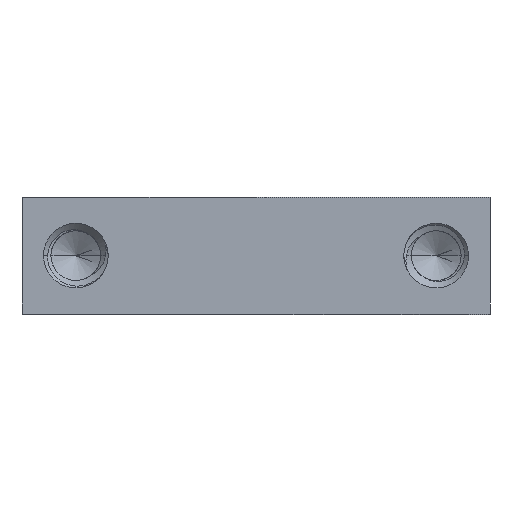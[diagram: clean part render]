
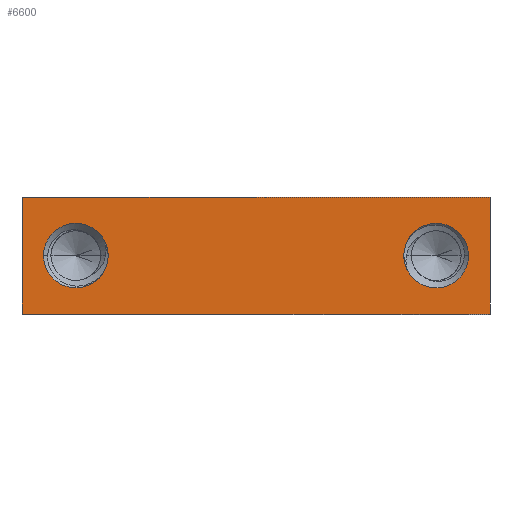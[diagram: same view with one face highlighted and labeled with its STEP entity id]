
A CAD part, top view. The second image highlights one B-rep face of the part: STEP entity #6600.
In plain terms, the highlighted planar face has unit normal (0, 0, 1).
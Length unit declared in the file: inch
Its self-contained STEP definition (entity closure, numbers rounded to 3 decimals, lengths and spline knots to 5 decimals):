
#47 = DIRECTION ( 'NONE',  ( 1., 0., 0. ) ) ;
#68 = AXIS2_PLACEMENT_3D ( 'NONE', #13643, #4079, #8991 ) ;
#102 = EDGE_CURVE ( 'NONE', #12157, #5578, #1898, .T. ) ;
#117 = VERTEX_POINT ( 'NONE', #2715 ) ;
#247 = EDGE_CURVE ( 'NONE', #5578, #10162, #1882, .T. ) ;
#485 = VERTEX_POINT ( 'NONE', #12563 ) ;
#646 = CIRCLE ( 'NONE', #3898, 0.069 ) ;
#664 = VECTOR ( 'NONE', #4837, 39.37008 ) ;
#831 = AXIS2_PLACEMENT_3D ( 'NONE', #10762, #3612, #1270 ) ;
#1088 = ORIENTED_EDGE ( 'NONE', *, *, #6268, .T. ) ;
#1160 = PLANE ( 'NONE',  #13625 ) ;
#1216 = ORIENTED_EDGE ( 'NONE', *, *, #7984, .T. ) ;
#1256 = ORIENTED_EDGE ( 'NONE', *, *, #7586, .T. ) ;
#1270 = DIRECTION ( 'NONE',  ( 1., 0., 0. ) ) ;
#1275 = EDGE_CURVE ( 'NONE', #485, #5136, #646, .T. ) ;
#1320 = ORIENTED_EDGE ( 'NONE', *, *, #247, .F. ) ;
#1366 = DIRECTION ( 'NONE',  ( 0., 0., -1. ) ) ;
#1545 = DIRECTION ( 'NONE',  ( 1., 0., 0. ) ) ;
#1690 = EDGE_LOOP ( 'NONE', ( #6500, #1216, #2026, #1088 ) ) ;
#1882 = LINE ( 'NONE', #12176, #14525 ) ;
#1898 = LINE ( 'NONE', #7247, #14189 ) ;
#2026 = ORIENTED_EDGE ( 'NONE', *, *, #15352, .T. ) ;
#2250 = VERTEX_POINT ( 'NONE', #13325 ) ;
#2457 = DIRECTION ( 'NONE',  ( 0., 0., 1. ) ) ;
#2472 = DIRECTION ( 'NONE',  ( 0., 1., 0. ) ) ;
#2523 = VERTEX_POINT ( 'NONE', #10503 ) ;
#2715 = CARTESIAN_POINT ( 'NONE',  ( 0.32001, 0.14817, 0.5 ) ) ;
#2900 = DIRECTION ( 'NONE',  ( 1., 0., 0. ) ) ;
#3160 = ORIENTED_EDGE ( 'NONE', *, *, #102, .F. ) ;
#3511 = VERTEX_POINT ( 'NONE', #11430 ) ;
#3612 = DIRECTION ( 'NONE',  ( 0., 0., -1. ) ) ;
#3650 = AXIS2_PLACEMENT_3D ( 'NONE', #8571, #1366, #15265 ) ;
#3898 = AXIS2_PLACEMENT_3D ( 'NONE', #8118, #15134, #4530 ) ;
#4079 = DIRECTION ( 'NONE',  ( 0., 0., -1. ) ) ;
#4125 = CIRCLE ( 'NONE', #11779, 0.069 ) ;
#4530 = DIRECTION ( 'NONE',  ( 1., 0., 0. ) ) ;
#4683 = CARTESIAN_POINT ( 'NONE',  ( -0.32286, 0.155, 0.5 ) ) ;
#4742 = VECTOR ( 'NONE', #15204, 39.37008 ) ;
#4837 = DIRECTION ( 'NONE',  ( 0., 1., 0. ) ) ;
#4918 = CIRCLE ( 'NONE', #3650, 0.069 ) ;
#5079 = CIRCLE ( 'NONE', #14833, 0.069 ) ;
#5136 = VERTEX_POINT ( 'NONE', #13581 ) ;
#5560 = ORIENTED_EDGE ( 'NONE', *, *, #14055, .T. ) ;
#5578 = VERTEX_POINT ( 'NONE', #11662 ) ;
#5967 = ORIENTED_EDGE ( 'NONE', *, *, #9739, .T. ) ;
#6210 = CARTESIAN_POINT ( 'NONE',  ( 0.5, -0.70711, 0.5 ) ) ;
#6268 = EDGE_CURVE ( 'NONE', #2523, #485, #12435, .T. ) ;
#6500 = ORIENTED_EDGE ( 'NONE', *, *, #1275, .T. ) ;
#6517 = DIRECTION ( 'NONE',  ( 1., 0., 0. ) ) ;
#6600 = ADVANCED_FACE ( 'NONE', ( #9280, #12997, #14638 ), #1160, .T. ) ;
#6701 = DIRECTION ( 'NONE',  ( 1., 0., 0. ) ) ;
#7247 = CARTESIAN_POINT ( 'NONE',  ( -0.5, -0.70711, 0.5 ) ) ;
#7367 = CARTESIAN_POINT ( 'NONE',  ( -0.385, 0.125, 0.5 ) ) ;
#7586 = EDGE_CURVE ( 'NONE', #11794, #10162, #13702, .T. ) ;
#7984 = EDGE_CURVE ( 'NONE', #5136, #117, #5079, .T. ) ;
#8118 = CARTESIAN_POINT ( 'NONE',  ( 0.385, 0.125, 0.5 ) ) ;
#8202 = EDGE_LOOP ( 'NONE', ( #12551, #5560, #8536, #5967 ) ) ;
#8536 = ORIENTED_EDGE ( 'NONE', *, *, #15153, .T. ) ;
#8571 = CARTESIAN_POINT ( 'NONE',  ( -0.385, 0.125, 0.5 ) ) ;
#8760 = CARTESIAN_POINT ( 'NONE',  ( -0.32001, 0.10183, 0.5 ) ) ;
#8869 = AXIS2_PLACEMENT_3D ( 'NONE', #7367, #10733, #47 ) ;
#8958 = CARTESIAN_POINT ( 'NONE',  ( 0.385, 0.125, 0.5 ) ) ;
#8969 = CARTESIAN_POINT ( 'NONE',  ( -0.385, 0.125, 0.5 ) ) ;
#8991 = DIRECTION ( 'NONE',  ( 1., 0., 0. ) ) ;
#9014 = DIRECTION ( 'NONE',  ( 0., 0., -1. ) ) ;
#9122 = EDGE_LOOP ( 'NONE', ( #10663, #1256, #1320, #3160 ) ) ;
#9280 = FACE_BOUND ( 'NONE', #1690, .T. ) ;
#9739 = EDGE_CURVE ( 'NONE', #2250, #10450, #10572, .T. ) ;
#9971 = CARTESIAN_POINT ( 'NONE',  ( 0.5, 0.25, 0.5 ) ) ;
#10162 = VERTEX_POINT ( 'NONE', #9971 ) ;
#10450 = VERTEX_POINT ( 'NONE', #8760 ) ;
#10503 = CARTESIAN_POINT ( 'NONE',  ( 0.454, 0.125, 0.5 ) ) ;
#10572 = CIRCLE ( 'NONE', #831, 0.069 ) ;
#10663 = ORIENTED_EDGE ( 'NONE', *, *, #13865, .F. ) ;
#10733 = DIRECTION ( 'NONE',  ( 0., 0., -1. ) ) ;
#10762 = CARTESIAN_POINT ( 'NONE',  ( -0.385, 0.125, 0.5 ) ) ;
#11078 = LINE ( 'NONE', #12734, #4742 ) ;
#11430 = CARTESIAN_POINT ( 'NONE',  ( -0.454, 0.125, 0.5 ) ) ;
#11662 = CARTESIAN_POINT ( 'NONE',  ( -0.5, 0.25, 0.5 ) ) ;
#11779 = AXIS2_PLACEMENT_3D ( 'NONE', #8958, #9014, #6517 ) ;
#11794 = VERTEX_POINT ( 'NONE', #14169 ) ;
#12033 = CIRCLE ( 'NONE', #14997, 0.069 ) ;
#12093 = EDGE_CURVE ( 'NONE', #10450, #3511, #12033, .T. ) ;
#12157 = VERTEX_POINT ( 'NONE', #14665 ) ;
#12176 = CARTESIAN_POINT ( 'NONE',  ( 0., 0.25, 0.5 ) ) ;
#12296 = VERTEX_POINT ( 'NONE', #4683 ) ;
#12435 = CIRCLE ( 'NONE', #68, 0.069 ) ;
#12551 = ORIENTED_EDGE ( 'NONE', *, *, #12093, .T. ) ;
#12563 = CARTESIAN_POINT ( 'NONE',  ( 0.32286, 0.095, 0.5 ) ) ;
#12734 = CARTESIAN_POINT ( 'NONE',  ( 0., 0., 0.5 ) ) ;
#12867 = CARTESIAN_POINT ( 'NONE',  ( 0.385, 0.125, 0.5 ) ) ;
#12997 = FACE_BOUND ( 'NONE', #8202, .T. ) ;
#13325 = CARTESIAN_POINT ( 'NONE',  ( -0.32126, 0.15143, 0.5 ) ) ;
#13581 = CARTESIAN_POINT ( 'NONE',  ( 0.32126, 0.09857, 0.5 ) ) ;
#13625 = AXIS2_PLACEMENT_3D ( 'NONE', #14322, #2457, #14368 ) ;
#13643 = CARTESIAN_POINT ( 'NONE',  ( 0.385, 0.125, 0.5 ) ) ;
#13702 = LINE ( 'NONE', #6210, #664 ) ;
#13849 = DIRECTION ( 'NONE',  ( 0., 0., -1. ) ) ;
#13865 = EDGE_CURVE ( 'NONE', #11794, #12157, #11078, .T. ) ;
#14055 = EDGE_CURVE ( 'NONE', #3511, #12296, #4918, .T. ) ;
#14169 = CARTESIAN_POINT ( 'NONE',  ( 0.5, 0., 0.5 ) ) ;
#14189 = VECTOR ( 'NONE', #2472, 39.37008 ) ;
#14219 = CIRCLE ( 'NONE', #8869, 0.069 ) ;
#14322 = CARTESIAN_POINT ( 'NONE',  ( 0., -0.70711, 0.5 ) ) ;
#14368 = DIRECTION ( 'NONE',  ( 1., 0., 0. ) ) ;
#14525 = VECTOR ( 'NONE', #1545, 39.37008 ) ;
#14638 = FACE_OUTER_BOUND ( 'NONE', #9122, .T. ) ;
#14665 = CARTESIAN_POINT ( 'NONE',  ( -0.5, 0., 0.5 ) ) ;
#14711 = DIRECTION ( 'NONE',  ( 0., 0., -1. ) ) ;
#14833 = AXIS2_PLACEMENT_3D ( 'NONE', #12867, #13849, #6701 ) ;
#14997 = AXIS2_PLACEMENT_3D ( 'NONE', #8969, #14711, #2900 ) ;
#15134 = DIRECTION ( 'NONE',  ( 0., 0., -1. ) ) ;
#15153 = EDGE_CURVE ( 'NONE', #12296, #2250, #14219, .T. ) ;
#15204 = DIRECTION ( 'NONE',  ( -1., 0., 0. ) ) ;
#15265 = DIRECTION ( 'NONE',  ( 1., 0., 0. ) ) ;
#15352 = EDGE_CURVE ( 'NONE', #117, #2523, #4125, .T. ) ;
